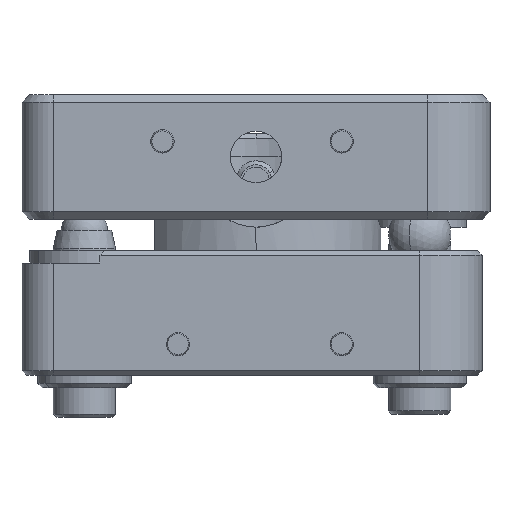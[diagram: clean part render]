
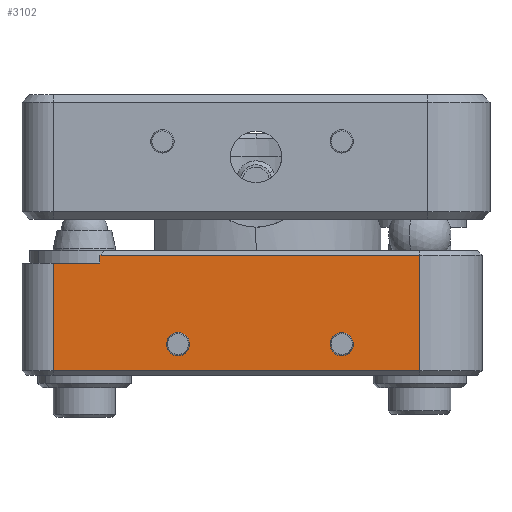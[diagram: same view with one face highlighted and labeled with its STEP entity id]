
A CAD part, front view. The second image highlights one B-rep face of the part: STEP entity #3102.
In plain terms, the highlighted planar face has unit normal (0, -1, 0).
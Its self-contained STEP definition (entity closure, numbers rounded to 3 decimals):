
#258 = CARTESIAN_POINT ( 'NONE',  ( 5.5, -14.5, -24. ) ) ;
#302 = DIRECTION ( 'NONE',  ( 0., 0., 1. ) ) ;
#343 = VECTOR ( 'NONE', #6648, 1000. ) ;
#387 = DIRECTION ( 'NONE',  ( 0., -1., 0. ) ) ;
#558 = DIRECTION ( 'NONE',  ( -1., 0., 0. ) ) ;
#773 = VERTEX_POINT ( 'NONE', #8674 ) ;
#875 = CARTESIAN_POINT ( 'NONE',  ( -13., -14.5, -25.7 ) ) ;
#896 = EDGE_LOOP ( 'NONE', ( #4803, #13157 ) ) ;
#935 = VERTEX_POINT ( 'NONE', #1431 ) ;
#1019 = CARTESIAN_POINT ( 'NONE',  ( 0., -14.5, -18.8 ) ) ;
#1191 = VECTOR ( 'NONE', #3041, 1000. ) ;
#1291 = AXIS2_PLACEMENT_3D ( 'NONE', #4635, #2565, #3542 ) ;
#1431 = CARTESIAN_POINT ( 'NONE',  ( 10.5, -14.5, -25.7 ) ) ;
#1848 = EDGE_CURVE ( 'NONE', #3892, #5331, #9084, .T. ) ;
#1907 = CARTESIAN_POINT ( 'NONE',  ( -5., -14.5, -23.25 ) ) ;
#2016 = DIRECTION ( 'NONE',  ( -1., 0., 0. ) ) ;
#2081 = VECTOR ( 'NONE', #2242, 1000. ) ;
#2168 = AXIS2_PLACEMENT_3D ( 'NONE', #10636, #11701, #12774 ) ;
#2242 = DIRECTION ( 'NONE',  ( 0., 0., 1. ) ) ;
#2286 = VERTEX_POINT ( 'NONE', #13289 ) ;
#2380 = LINE ( 'NONE', #13107, #7427 ) ;
#2459 = ORIENTED_EDGE ( 'NONE', *, *, #5317, .T. ) ;
#2516 = FACE_OUTER_BOUND ( 'NONE', #12683, .T. ) ;
#2525 = CARTESIAN_POINT ( 'NONE',  ( 10.5, -14.5, -18. ) ) ;
#2565 = DIRECTION ( 'NONE',  ( 0., -1., 0. ) ) ;
#2779 = EDGE_CURVE ( 'NONE', #10853, #935, #8244, .T. ) ;
#3041 = DIRECTION ( 'NONE',  ( -1., 0., 0. ) ) ;
#3102 = ADVANCED_FACE ( 'NONE', ( #11758, #11100, #2516 ), #10637, .F. ) ;
#3542 = DIRECTION ( 'NONE',  ( 0., 0., 1. ) ) ;
#3892 = VERTEX_POINT ( 'NONE', #1907 ) ;
#4601 = CARTESIAN_POINT ( 'NONE',  ( -15., -14.5, -25.7 ) ) ;
#4635 = CARTESIAN_POINT ( 'NONE',  ( 5.5, -14.5, -24. ) ) ;
#4646 = CARTESIAN_POINT ( 'NONE',  ( -10., -14.5, -18.3 ) ) ;
#4715 = CARTESIAN_POINT ( 'NONE',  ( 10.5, -14.5, -18.3 ) ) ;
#4803 = ORIENTED_EDGE ( 'NONE', *, *, #1848, .F. ) ;
#4958 = CARTESIAN_POINT ( 'NONE',  ( -13., -14.5, -18. ) ) ;
#5317 = EDGE_CURVE ( 'NONE', #9823, #773, #10056, .T. ) ;
#5331 = VERTEX_POINT ( 'NONE', #13421 ) ;
#5353 = DIRECTION ( 'NONE',  ( 0., 0., 1. ) ) ;
#5851 = CARTESIAN_POINT ( 'NONE',  ( 5.5, -14.5, -24.75 ) ) ;
#6001 = VECTOR ( 'NONE', #558, 1000. ) ;
#6118 = CARTESIAN_POINT ( 'NONE',  ( 5.5, -14.5, -23.25 ) ) ;
#6303 = CARTESIAN_POINT ( 'NONE',  ( -15., -14.5, -18. ) ) ;
#6648 = DIRECTION ( 'NONE',  ( 1., 0., 0. ) ) ;
#6650 = CARTESIAN_POINT ( 'NONE',  ( -13., -14.5, -18.8 ) ) ;
#6903 = EDGE_CURVE ( 'NONE', #5331, #3892, #12868, .T. ) ;
#6919 = LINE ( 'NONE', #1019, #1191 ) ;
#7093 = ORIENTED_EDGE ( 'NONE', *, *, #9253, .F. ) ;
#7427 = VECTOR ( 'NONE', #7769, 1000. ) ;
#7769 = DIRECTION ( 'NONE',  ( 0., 0., 1. ) ) ;
#8005 = EDGE_CURVE ( 'NONE', #13820, #9873, #8150, .T. ) ;
#8150 = CIRCLE ( 'NONE', #1291, 0.75 ) ;
#8244 = LINE ( 'NONE', #4601, #343 ) ;
#8431 = CARTESIAN_POINT ( 'NONE',  ( -5., -14.5, -24. ) ) ;
#8474 = DIRECTION ( 'NONE',  ( 0., -1., 0. ) ) ;
#8674 = CARTESIAN_POINT ( 'NONE',  ( -10., -14.5, -18.3 ) ) ;
#8775 = EDGE_LOOP ( 'NONE', ( #9861, #12795 ) ) ;
#9067 = AXIS2_PLACEMENT_3D ( 'NONE', #258, #387, #302 ) ;
#9084 = CIRCLE ( 'NONE', #9592, 0.75 ) ;
#9237 = LINE ( 'NONE', #4958, #10595 ) ;
#9253 = EDGE_CURVE ( 'NONE', #2286, #773, #2380, .T. ) ;
#9592 = AXIS2_PLACEMENT_3D ( 'NONE', #8431, #8474, #5353 ) ;
#9601 = EDGE_CURVE ( 'NONE', #2286, #11644, #6919, .T. ) ;
#9706 = CIRCLE ( 'NONE', #9067, 0.75 ) ;
#9823 = VERTEX_POINT ( 'NONE', #4715 ) ;
#9861 = ORIENTED_EDGE ( 'NONE', *, *, #8005, .F. ) ;
#9873 = VERTEX_POINT ( 'NONE', #5851 ) ;
#10056 = LINE ( 'NONE', #4646, #6001 ) ;
#10197 = DIRECTION ( 'NONE',  ( 0., 0., -1. ) ) ;
#10339 = AXIS2_PLACEMENT_3D ( 'NONE', #6303, #10453, #2016 ) ;
#10453 = DIRECTION ( 'NONE',  ( 0., 1., 0. ) ) ;
#10502 = LINE ( 'NONE', #2525, #2081 ) ;
#10595 = VECTOR ( 'NONE', #10197, 1000. ) ;
#10636 = CARTESIAN_POINT ( 'NONE',  ( -5., -14.5, -24. ) ) ;
#10637 = PLANE ( 'NONE',  #10339 ) ;
#10643 = EDGE_CURVE ( 'NONE', #11644, #10853, #9237, .T. ) ;
#10853 = VERTEX_POINT ( 'NONE', #875 ) ;
#10971 = ORIENTED_EDGE ( 'NONE', *, *, #2779, .T. ) ;
#11100 = FACE_BOUND ( 'NONE', #8775, .T. ) ;
#11644 = VERTEX_POINT ( 'NONE', #6650 ) ;
#11701 = DIRECTION ( 'NONE',  ( 0., -1., 0. ) ) ;
#11758 = FACE_BOUND ( 'NONE', #896, .T. ) ;
#11819 = ORIENTED_EDGE ( 'NONE', *, *, #13130, .T. ) ;
#12345 = ORIENTED_EDGE ( 'NONE', *, *, #9601, .T. ) ;
#12454 = ORIENTED_EDGE ( 'NONE', *, *, #10643, .T. ) ;
#12588 = EDGE_CURVE ( 'NONE', #9873, #13820, #9706, .T. ) ;
#12683 = EDGE_LOOP ( 'NONE', ( #11819, #2459, #7093, #12345, #12454, #10971 ) ) ;
#12774 = DIRECTION ( 'NONE',  ( 0., 0., 1. ) ) ;
#12795 = ORIENTED_EDGE ( 'NONE', *, *, #12588, .F. ) ;
#12868 = CIRCLE ( 'NONE', #2168, 0.75 ) ;
#13107 = CARTESIAN_POINT ( 'NONE',  ( -10., -14.5, -18.8 ) ) ;
#13130 = EDGE_CURVE ( 'NONE', #935, #9823, #10502, .T. ) ;
#13157 = ORIENTED_EDGE ( 'NONE', *, *, #6903, .F. ) ;
#13289 = CARTESIAN_POINT ( 'NONE',  ( -10., -14.5, -18.8 ) ) ;
#13421 = CARTESIAN_POINT ( 'NONE',  ( -5., -14.5, -24.75 ) ) ;
#13820 = VERTEX_POINT ( 'NONE', #6118 ) ;
